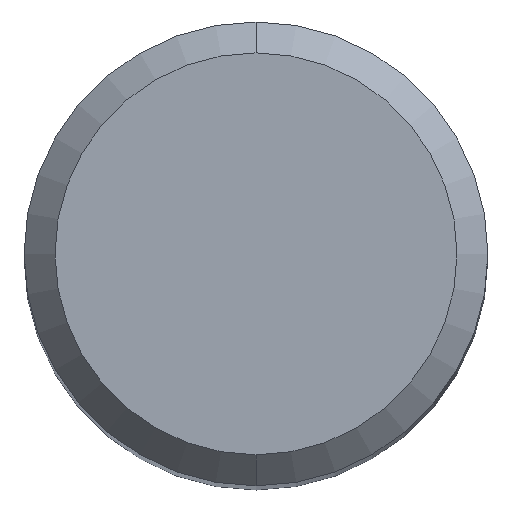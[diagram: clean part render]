
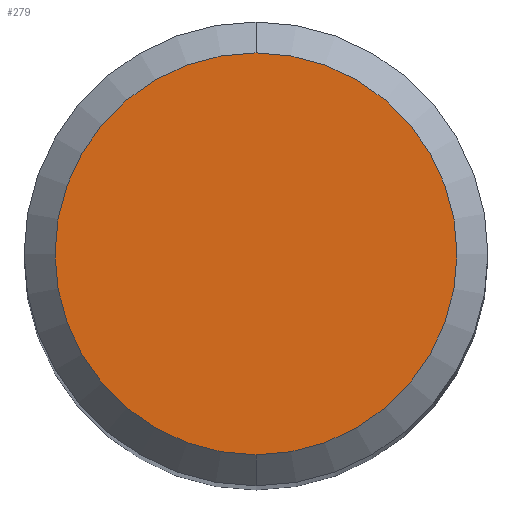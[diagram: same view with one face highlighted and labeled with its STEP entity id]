
A CAD part, top view. The second image highlights one B-rep face of the part: STEP entity #279.
In plain terms, the highlighted planar face has unit normal (0, 0, 1).
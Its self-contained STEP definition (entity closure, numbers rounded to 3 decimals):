
#181=VERTEX_POINT('',#496);
#205=EDGE_CURVE('',#365,#181,#522,.T.);
#219=EDGE_CURVE('',#181,#365,#536,.T.);
#279=ADVANCED_FACE('',(#604),#605,.T.);
#365=VERTEX_POINT('',#700);
#496=CARTESIAN_POINT('',(0.,-2.6,0.0));
#522=CIRCLE('',#870,2.6);
#536=CIRCLE('',#893,2.6);
#604=FACE_OUTER_BOUND('',#1020,.T.);
#605=PLANE('',#1021);
#700=CARTESIAN_POINT('',(0.0,2.6,0.0));
#870=AXIS2_PLACEMENT_3D('',#1502,#1503,#1504);
#893=AXIS2_PLACEMENT_3D('',#1514,#1515,#1516);
#1020=EDGE_LOOP('',(#1592,#1593));
#1021=AXIS2_PLACEMENT_3D('',#1594,#1595,#1596);
#1502=CARTESIAN_POINT('',(0.0,0.0,0.0));
#1503=DIRECTION('',(0.0,0.0,-1.0));
#1504=DIRECTION('',(0.0,1.0,0.0));
#1514=CARTESIAN_POINT('',(0.0,0.0,0.0));
#1515=DIRECTION('',(0.0,0.0,-1.0));
#1516=DIRECTION('',(0.0,1.0,0.0));
#1592=ORIENTED_EDGE('',*,*,#205,.F.);
#1593=ORIENTED_EDGE('',*,*,#219,.F.);
#1594=CARTESIAN_POINT('',(0.0,1.3,0.0));
#1595=DIRECTION('',(-0.0,0.0,1.0));
#1596=DIRECTION('',(0.0,-1.0,0.0));
